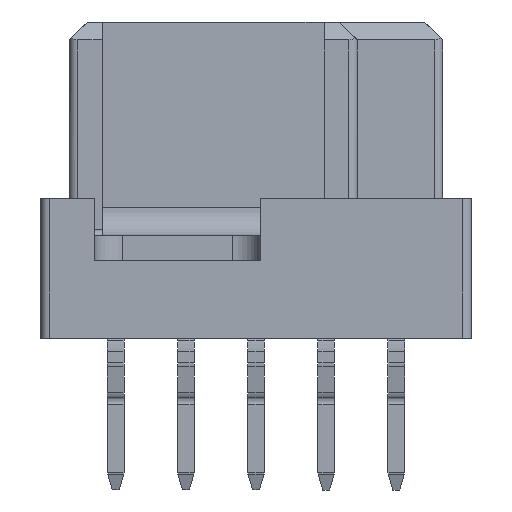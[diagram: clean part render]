
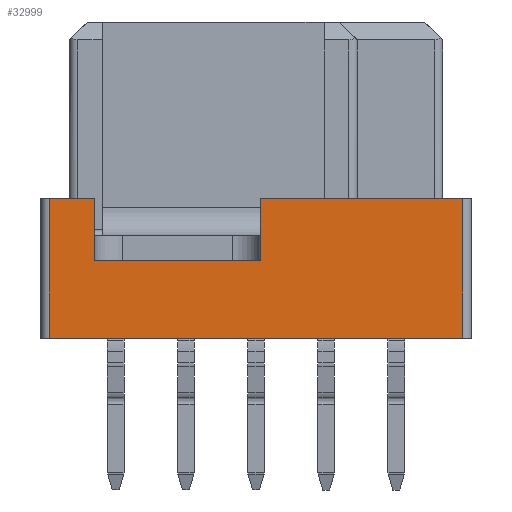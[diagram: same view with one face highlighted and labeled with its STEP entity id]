
A CAD part, front view. The second image highlights one B-rep face of the part: STEP entity #32999.
In plain terms, the highlighted planar face has unit normal (0, -1, 0).
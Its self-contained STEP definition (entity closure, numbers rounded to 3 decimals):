
#32533=CARTESIAN_POINT('',(12.57,-86.795,0.));
#32534=VERTEX_POINT('',#32533);
#32542=CARTESIAN_POINT('',(-2.41,-86.795,0.));
#32543=VERTEX_POINT('',#32542);
#32544=CARTESIAN_POINT('',(12.57,-86.795,0.));
#32545=DIRECTION('',(-1.0,0.0,0.0));
#32546=VECTOR('',#32545,14.98);
#32547=LINE('',#32544,#32546);
#32548=EDGE_CURVE('',#32534,#32543,#32547,.T.);
#32716=CARTESIAN_POINT('',(5.24,-86.795,2.8));
#32717=VERTEX_POINT('',#32716);
#32718=CARTESIAN_POINT('',(-0.76,-86.795,2.8));
#32719=VERTEX_POINT('',#32718);
#32720=CARTESIAN_POINT('',(5.24,-86.795,2.8));
#32721=DIRECTION('',(-1.0,0.0,0.0));
#32722=VECTOR('',#32721,6.);
#32723=LINE('',#32720,#32722);
#32724=EDGE_CURVE('',#32717,#32719,#32723,.T.);
#32787=CARTESIAN_POINT('',(5.24,-86.795,5.05));
#32788=VERTEX_POINT('',#32787);
#32795=CARTESIAN_POINT('',(12.57,-86.795,5.05));
#32796=VERTEX_POINT('',#32795);
#32797=CARTESIAN_POINT('',(5.24,-86.795,5.05));
#32798=DIRECTION('',(1.0,0.0,0.0));
#32799=VECTOR('',#32798,7.33);
#32800=LINE('',#32797,#32799);
#32801=EDGE_CURVE('',#32788,#32796,#32800,.T.);
#32851=CARTESIAN_POINT('',(-0.76,-86.795,5.05));
#32852=VERTEX_POINT('',#32851);
#32866=CARTESIAN_POINT('',(-2.41,-86.795,5.05));
#32867=VERTEX_POINT('',#32866);
#32875=CARTESIAN_POINT('',(-2.41,-86.795,5.05));
#32876=DIRECTION('',(1.0,0.0,0.0));
#32877=VECTOR('',#32876,1.65);
#32878=LINE('',#32875,#32877);
#32879=EDGE_CURVE('',#32867,#32852,#32878,.T.);
#32964=CARTESIAN_POINT('',(-3.159,-86.795,5.302));
#32965=DIRECTION('',(0.0,1.0,0.0));
#32966=DIRECTION('',(-1.0,0.0,0.0));
#32967=AXIS2_PLACEMENT_3D('',#32964,#32965,#32966);
#32968=PLANE('',#32967);
#32969=ORIENTED_EDGE('',*,*,#32548,.F.);
#32970=CARTESIAN_POINT('',(12.57,-86.795,0.));
#32971=DIRECTION('',(0.0,0.0,1.0));
#32972=VECTOR('',#32971,5.05);
#32973=LINE('',#32970,#32972);
#32974=EDGE_CURVE('',#32534,#32796,#32973,.T.);
#32975=ORIENTED_EDGE('',*,*,#32974,.T.);
#32976=ORIENTED_EDGE('',*,*,#32801,.F.);
#32977=CARTESIAN_POINT('',(5.24,-86.795,5.05));
#32978=DIRECTION('',(0.0,0.0,-1.0));
#32979=VECTOR('',#32978,2.25);
#32980=LINE('',#32977,#32979);
#32981=EDGE_CURVE('',#32788,#32717,#32980,.T.);
#32982=ORIENTED_EDGE('',*,*,#32981,.T.);
#32983=ORIENTED_EDGE('',*,*,#32724,.T.);
#32984=CARTESIAN_POINT('',(-0.76,-86.795,5.05));
#32985=DIRECTION('',(0.0,0.0,-1.0));
#32986=VECTOR('',#32985,2.25);
#32987=LINE('',#32984,#32986);
#32988=EDGE_CURVE('',#32852,#32719,#32987,.T.);
#32989=ORIENTED_EDGE('',*,*,#32988,.F.);
#32990=ORIENTED_EDGE('',*,*,#32879,.F.);
#32991=CARTESIAN_POINT('',(-2.41,-86.795,5.05));
#32992=DIRECTION('',(0.0,0.0,-1.0));
#32993=VECTOR('',#32992,5.05);
#32994=LINE('',#32991,#32993);
#32995=EDGE_CURVE('',#32867,#32543,#32994,.T.);
#32996=ORIENTED_EDGE('',*,*,#32995,.T.);
#32997=EDGE_LOOP('',(#32969,#32975,#32976,#32982,#32983,#32989,#32990,#32996));
#32998=FACE_OUTER_BOUND('',#32997,.T.);
#32999=ADVANCED_FACE('',(#32998),#32968,.F.);
